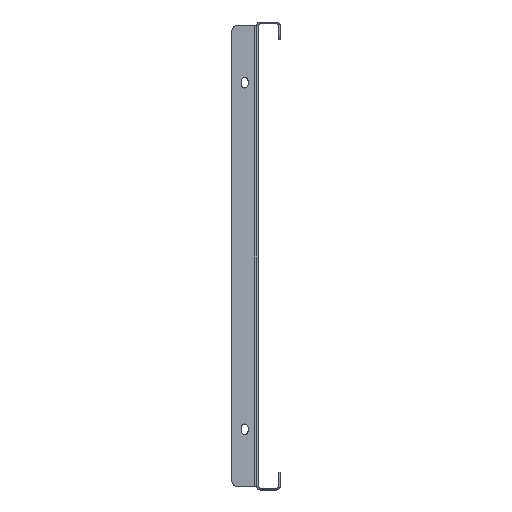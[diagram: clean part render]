
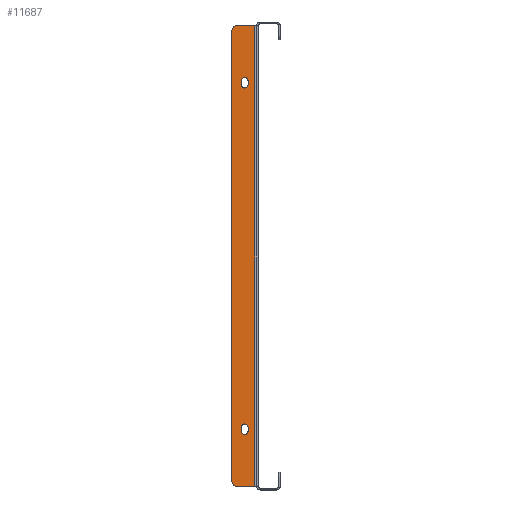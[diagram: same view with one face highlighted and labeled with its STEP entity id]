
A CAD part, left-side view. The second image highlights one B-rep face of the part: STEP entity #11687.
In plain terms, the highlighted planar face has unit normal (-1, 0, 0).
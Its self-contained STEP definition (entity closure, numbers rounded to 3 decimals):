
#263 = DIRECTION ( 'NONE',  ( 0., -1., 0. ) ) ;
#325 = DIRECTION ( 'NONE',  ( 0., -1., 0. ) ) ;
#518 = VERTEX_POINT ( 'NONE', #13508 ) ;
#559 = DIRECTION ( 'NONE',  ( 0., 1., 0. ) ) ;
#583 = EDGE_CURVE ( 'NONE', #518, #5988, #5245, .T. ) ;
#668 = EDGE_CURVE ( 'NONE', #15104, #5898, #12593, .T. ) ;
#672 = ORIENTED_EDGE ( 'NONE', *, *, #8310, .F. ) ;
#812 = DIRECTION ( 'NONE',  ( -1., 0., 0. ) ) ;
#921 = CARTESIAN_POINT ( 'NONE',  ( -346., 1.5, 195.5 ) ) ;
#1128 = VECTOR ( 'NONE', #14282, 1000. ) ;
#1447 = CARTESIAN_POINT ( 'NONE',  ( -346., 10., -145.25 ) ) ;
#1451 = DIRECTION ( 'NONE',  ( 0., 0., 1. ) ) ;
#1544 = EDGE_CURVE ( 'NONE', #17567, #4637, #6287, .T. ) ;
#1612 = CARTESIAN_POINT ( 'NONE',  ( -346., 21., -190.5 ) ) ;
#1980 = ORIENTED_EDGE ( 'NONE', *, *, #15855, .F. ) ;
#2126 = EDGE_CURVE ( 'NONE', #17124, #518, #7696, .T. ) ;
#2217 = ORIENTED_EDGE ( 'NONE', *, *, #17413, .T. ) ;
#2441 = ORIENTED_EDGE ( 'NONE', *, *, #4192, .F. ) ;
#2455 = VERTEX_POINT ( 'NONE', #6940 ) ;
#2790 = CARTESIAN_POINT ( 'NONE',  ( -346., 0., 195.5 ) ) ;
#2817 = CARTESIAN_POINT ( 'NONE',  ( -346., 7.25, 145.25 ) ) ;
#3043 = DIRECTION ( 'NONE',  ( 0., 0., 1. ) ) ;
#3267 = PLANE ( 'NONE',  #10279 ) ;
#4039 = CARTESIAN_POINT ( 'NONE',  ( -346., 16., 190.5 ) ) ;
#4072 = ORIENTED_EDGE ( 'NONE', *, *, #13842, .T. ) ;
#4143 = AXIS2_PLACEMENT_3D ( 'NONE', #10970, #12508, #8256 ) ;
#4175 = DIRECTION ( 'NONE',  ( 0., 1., 0. ) ) ;
#4192 = EDGE_CURVE ( 'NONE', #10771, #8564, #7748, .T. ) ;
#4383 = VECTOR ( 'NONE', #10447, 1000. ) ;
#4598 = DIRECTION ( 'NONE',  ( -1., 0., 0. ) ) ;
#4637 = VERTEX_POINT ( 'NONE', #10182 ) ;
#4704 = CARTESIAN_POINT ( 'NONE',  ( -346., 12.75, 145.25 ) ) ;
#4835 = ORIENTED_EDGE ( 'NONE', *, *, #16242, .T. ) ;
#5245 = CIRCLE ( 'NONE', #9297, 2.75 ) ;
#5366 = VERTEX_POINT ( 'NONE', #6910 ) ;
#5482 = VECTOR ( 'NONE', #3043, 1000. ) ;
#5593 = CARTESIAN_POINT ( 'NONE',  ( -346., 10., -148.75 ) ) ;
#5697 = EDGE_LOOP ( 'NONE', ( #17456, #4835, #672, #2217, #17603, #4072 ) ) ;
#5898 = VERTEX_POINT ( 'NONE', #921 ) ;
#5922 = CIRCLE ( 'NONE', #16072, 2.75 ) ;
#5988 = VERTEX_POINT ( 'NONE', #2817 ) ;
#6287 = LINE ( 'NONE', #11821, #14686 ) ;
#6611 = LINE ( 'NONE', #12152, #4383 ) ;
#6875 = CARTESIAN_POINT ( 'NONE',  ( -346., 7.25, -148.75 ) ) ;
#6910 = CARTESIAN_POINT ( 'NONE',  ( -346., 7.25, 148.75 ) ) ;
#6940 = CARTESIAN_POINT ( 'NONE',  ( -346., 12.75, -145.25 ) ) ;
#6970 = VECTOR ( 'NONE', #325, 1000. ) ;
#7044 = DIRECTION ( 'NONE',  ( 0., -1., 0. ) ) ;
#7390 = CARTESIAN_POINT ( 'NONE',  ( -346., 7.25, -145.25 ) ) ;
#7506 = DIRECTION ( 'NONE',  ( 0., 0., -1. ) ) ;
#7519 = EDGE_CURVE ( 'NONE', #2455, #15883, #6611, .T. ) ;
#7594 = ORIENTED_EDGE ( 'NONE', *, *, #11287, .F. ) ;
#7696 = LINE ( 'NONE', #4704, #11681 ) ;
#7748 = LINE ( 'NONE', #7390, #1128 ) ;
#8131 = DIRECTION ( 'NONE',  ( -1., 0., 0. ) ) ;
#8184 = CARTESIAN_POINT ( 'NONE',  ( -346., 12.75, 148.75 ) ) ;
#8256 = DIRECTION ( 'NONE',  ( 0., -1., 0. ) ) ;
#8310 = EDGE_CURVE ( 'NONE', #14541, #15969, #13627, .T. ) ;
#8564 = VERTEX_POINT ( 'NONE', #8633 ) ;
#8633 = CARTESIAN_POINT ( 'NONE',  ( -346., 7.25, -145.25 ) ) ;
#8966 = EDGE_CURVE ( 'NONE', #5366, #17124, #16047, .T. ) ;
#8970 = EDGE_LOOP ( 'NONE', ( #8994, #10217, #10262, #1980 ) ) ;
#8994 = ORIENTED_EDGE ( 'NONE', *, *, #583, .F. ) ;
#9297 = AXIS2_PLACEMENT_3D ( 'NONE', #11500, #4598, #11319 ) ;
#9514 = CARTESIAN_POINT ( 'NONE',  ( -346., 1.5, -195.5 ) ) ;
#10082 = FACE_BOUND ( 'NONE', #8970, .T. ) ;
#10118 = LINE ( 'NONE', #14025, #5482 ) ;
#10180 = CIRCLE ( 'NONE', #15681, 5. ) ;
#10182 = CARTESIAN_POINT ( 'NONE',  ( -346., 16., -195.5 ) ) ;
#10217 = ORIENTED_EDGE ( 'NONE', *, *, #2126, .F. ) ;
#10226 = EDGE_CURVE ( 'NONE', #8564, #2455, #14909, .T. ) ;
#10262 = ORIENTED_EDGE ( 'NONE', *, *, #8966, .F. ) ;
#10279 = AXIS2_PLACEMENT_3D ( 'NONE', #16799, #15715, #263 ) ;
#10447 = DIRECTION ( 'NONE',  ( 0., 0., -1. ) ) ;
#10491 = EDGE_LOOP ( 'NONE', ( #15799, #2441, #7594, #12735 ) ) ;
#10632 = CARTESIAN_POINT ( 'NONE',  ( -346., 16., -190.5 ) ) ;
#10771 = VERTEX_POINT ( 'NONE', #6875 ) ;
#10970 = CARTESIAN_POINT ( 'NONE',  ( -346., 10., 148.75 ) ) ;
#10983 = DIRECTION ( 'NONE',  ( -1., 0., 0. ) ) ;
#11125 = VECTOR ( 'NONE', #16283, 1000. ) ;
#11287 = EDGE_CURVE ( 'NONE', #15883, #10771, #5922, .T. ) ;
#11319 = DIRECTION ( 'NONE',  ( 0., -1., 0. ) ) ;
#11500 = CARTESIAN_POINT ( 'NONE',  ( -346., 10., 145.25 ) ) ;
#11647 = DIRECTION ( 'NONE',  ( -1., 0., 0. ) ) ;
#11681 = VECTOR ( 'NONE', #7506, 1000. ) ;
#11687 = ADVANCED_FACE ( 'NONE', ( #10082, #12972, #12800 ), #3267, .T. ) ;
#11821 = CARTESIAN_POINT ( 'NONE',  ( -346., 21., -195.5 ) ) ;
#12102 = CARTESIAN_POINT ( 'NONE',  ( -346., 21., 195.5 ) ) ;
#12152 = CARTESIAN_POINT ( 'NONE',  ( -346., 12.75, -145.25 ) ) ;
#12231 = CIRCLE ( 'NONE', #16023, 5. ) ;
#12508 = DIRECTION ( 'NONE',  ( -1., 0., 0. ) ) ;
#12593 = LINE ( 'NONE', #2790, #6970 ) ;
#12735 = ORIENTED_EDGE ( 'NONE', *, *, #7519, .F. ) ;
#12800 = FACE_OUTER_BOUND ( 'NONE', #5697, .T. ) ;
#12972 = FACE_BOUND ( 'NONE', #10491, .T. ) ;
#13015 = CARTESIAN_POINT ( 'NONE',  ( -346., 16., 195.5 ) ) ;
#13508 = CARTESIAN_POINT ( 'NONE',  ( -346., 12.75, 145.25 ) ) ;
#13627 = LINE ( 'NONE', #12102, #11125 ) ;
#13802 = CARTESIAN_POINT ( 'NONE',  ( -346., 12.75, -148.75 ) ) ;
#13842 = EDGE_CURVE ( 'NONE', #17567, #5898, #10118, .T. ) ;
#14025 = CARTESIAN_POINT ( 'NONE',  ( -346., 1.5, 0. ) ) ;
#14282 = DIRECTION ( 'NONE',  ( 0., 0., 1. ) ) ;
#14485 = VECTOR ( 'NONE', #1451, 1000. ) ;
#14541 = VERTEX_POINT ( 'NONE', #1612 ) ;
#14686 = VECTOR ( 'NONE', #559, 1000. ) ;
#14909 = CIRCLE ( 'NONE', #16070, 2.75 ) ;
#15064 = CARTESIAN_POINT ( 'NONE',  ( -346., 7.25, 145.25 ) ) ;
#15104 = VERTEX_POINT ( 'NONE', #13015 ) ;
#15681 = AXIS2_PLACEMENT_3D ( 'NONE', #4039, #8131, #7044 ) ;
#15715 = DIRECTION ( 'NONE',  ( -1., 0., 0. ) ) ;
#15799 = ORIENTED_EDGE ( 'NONE', *, *, #10226, .F. ) ;
#15855 = EDGE_CURVE ( 'NONE', #5988, #5366, #17986, .T. ) ;
#15883 = VERTEX_POINT ( 'NONE', #13802 ) ;
#15897 = DIRECTION ( 'NONE',  ( 0., -1., 0. ) ) ;
#15952 = CARTESIAN_POINT ( 'NONE',  ( -346., 21., 190.5 ) ) ;
#15969 = VERTEX_POINT ( 'NONE', #15952 ) ;
#16023 = AXIS2_PLACEMENT_3D ( 'NONE', #10632, #812, #15897 ) ;
#16047 = CIRCLE ( 'NONE', #4143, 2.75 ) ;
#16070 = AXIS2_PLACEMENT_3D ( 'NONE', #1447, #10983, #4175 ) ;
#16072 = AXIS2_PLACEMENT_3D ( 'NONE', #5593, #11647, #16666 ) ;
#16242 = EDGE_CURVE ( 'NONE', #15104, #15969, #10180, .T. ) ;
#16283 = DIRECTION ( 'NONE',  ( 0., 0., 1. ) ) ;
#16666 = DIRECTION ( 'NONE',  ( 0., 1., 0. ) ) ;
#16799 = CARTESIAN_POINT ( 'NONE',  ( -346., 0., 0. ) ) ;
#17124 = VERTEX_POINT ( 'NONE', #8184 ) ;
#17413 = EDGE_CURVE ( 'NONE', #14541, #4637, #12231, .T. ) ;
#17456 = ORIENTED_EDGE ( 'NONE', *, *, #668, .F. ) ;
#17567 = VERTEX_POINT ( 'NONE', #9514 ) ;
#17603 = ORIENTED_EDGE ( 'NONE', *, *, #1544, .F. ) ;
#17986 = LINE ( 'NONE', #15064, #14485 ) ;
